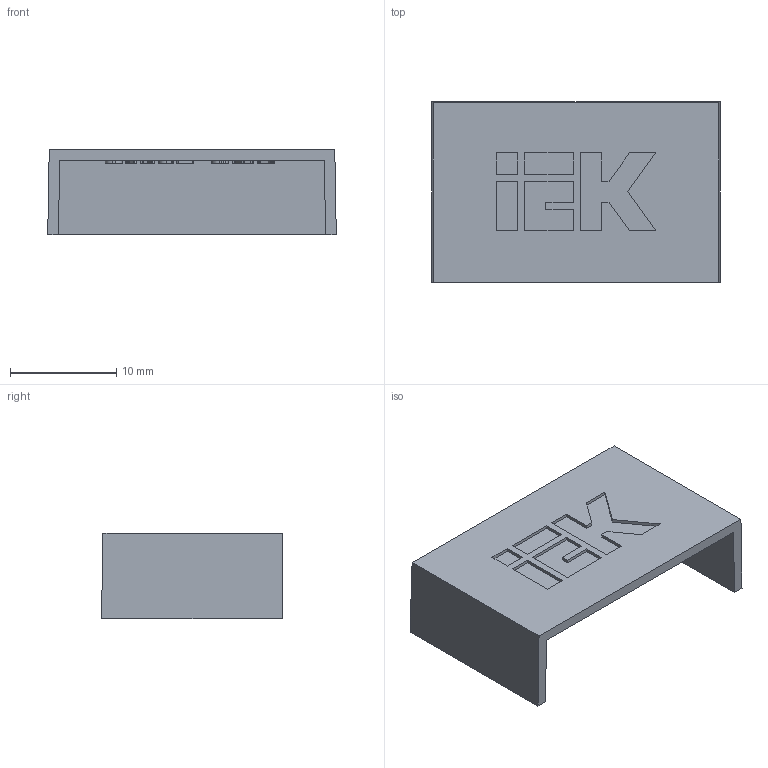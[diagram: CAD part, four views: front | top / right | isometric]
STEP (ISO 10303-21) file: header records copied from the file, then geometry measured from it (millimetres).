
FILE_DESCRIPTION (( 'STEP AP214' ), '1' );
FILE_NAME ('CKMP10D-Z-025-016-K01 Çàãëóøêà êàáåëüíîé òðàññû ÊÌÇ 25õ16 (4 øò._êîìï.).STEP', '2016-06-21T07:25:52', ( '' ), ( '' ), 'SwSTEP 2.0', 'SolidWorks 2014', '' );
FILE_SCHEMA (( 'AUTOMOTIVE_DESIGN' ));
Length unit declared in the file: millimetre
Products named in the file (1): CKMP10D-Z-025-016-K01 Çàãëóøêà êàáåëüíîé òðàññû ÊÌÇ 25õ16 (4 øò._êîìï.)
Bounding box: 27.1 x 17 x 8 mm (x, y, z)
Volume: 846.4 mm3; surface area: 1889.5 mm2
Topology: 1 solids, 1 shells, 248 faces, 696 edges, 464 vertices
Faces by surface type: plane 135, bspline 113
Entity records: 10886 total; most frequent: CARTESIAN_POINT 5210, ORIENTED_EDGE 1392, DIRECTION 742, EDGE_CURVE 696, VECTOR 470, LINE 470, VERTEX_POINT 464, EDGE_LOOP 262
